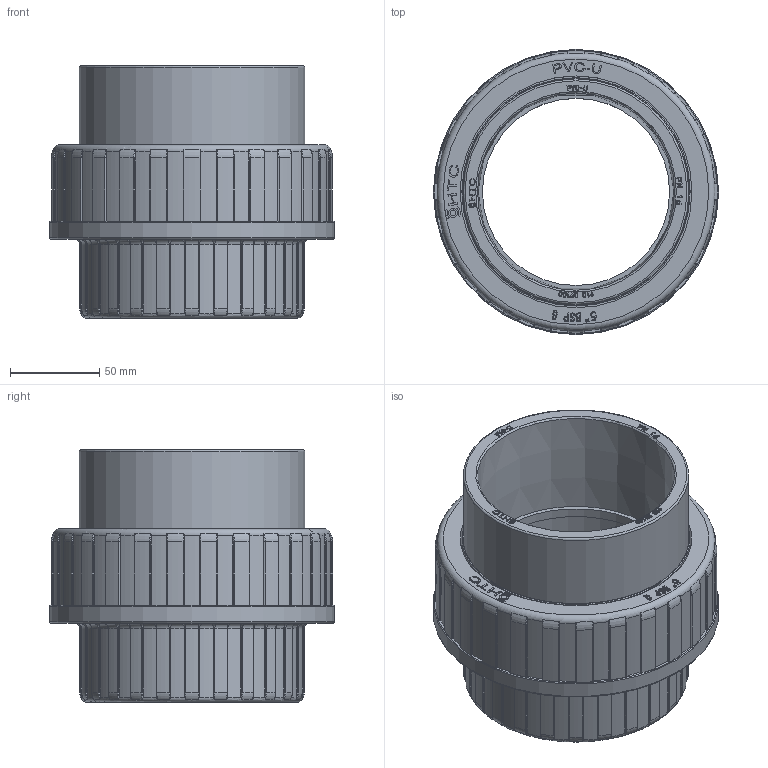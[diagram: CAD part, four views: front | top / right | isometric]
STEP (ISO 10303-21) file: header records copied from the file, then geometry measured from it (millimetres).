
FILE_DESCRIPTION(/* description */ (''),/* implementation_level */ '2;1');
FILE_NAME(/* name */ '110V型活接24.2.19.stp',/* time_stamp */ '2024-02-19T14:22:22+08:00',/* author */ (''),/* organization */ (''),/* preprocessor_version */ 'ST-DEVELOPER v16',/* originating_system */ 'SIEMENS PLM Software NX 10.0',/* authorisation */ '');
FILE_SCHEMA (('AUTOMOTIVE_DESIGN { 1 0 10303 214 3 1 1 1 }'));
Length unit declared in the file: millimetre
Products named in the file (1): gelv17B0BB4E2ua4
Bounding box: 160 x 160 x 142.1 mm (x, y, z)
Volume: 851954.1 mm3; surface area: 226329.2 mm2
Topology: 4 solids, 4 shells, 3113 faces, 8793 edges, 5779 vertices
Faces by surface type: plane 2507, cylinder 311, torus 160, bspline 104, extrusion 29, cone 2
Full cylindrical faces by diameter (mm): 1.248 x1, 1.56 x1, 1.872 x1, 2.34 x1, 3.32 x1, 4.98 x1, 105 x2, 113.6 x2, 125 x2, 126.5 x1, 128.1 x1, 130.1 x1, 134 x1, 135 x1, 135.472 x13, 138.43 x17, 160 x1
Entity records: 120436 total; most frequent: CARTESIAN_POINT 50859, ORIENTED_EDGE 17310, DIRECTION 10169, EDGE_CURVE 8655, VERTEX_POINT 5707, B_SPLINE_CURVE_WITH_KNOTS 5185, AXIS2_PLACEMENT_3D 3689, EDGE_LOOP 3220
